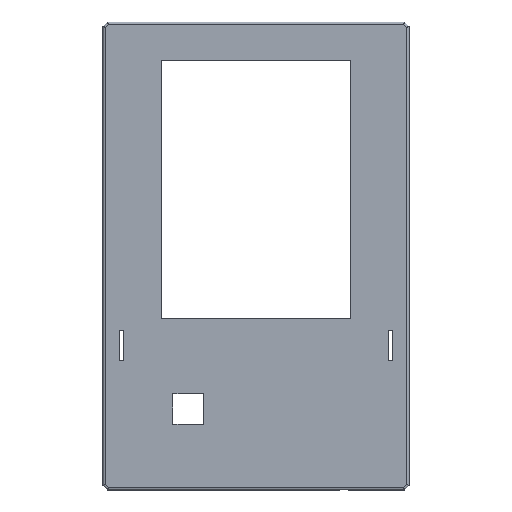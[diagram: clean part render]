
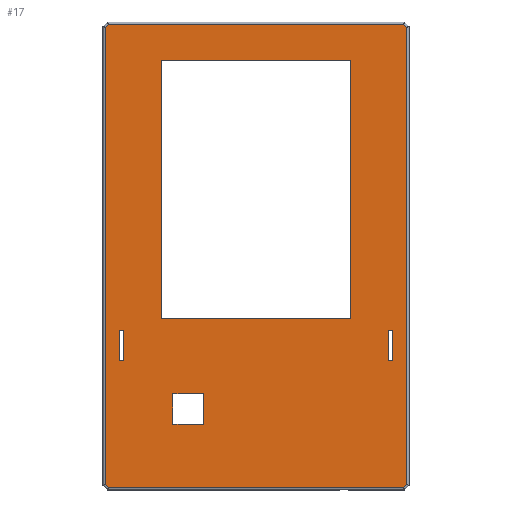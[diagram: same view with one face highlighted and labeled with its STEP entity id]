
A CAD part, top view. The second image highlights one B-rep face of the part: STEP entity #17.
In plain terms, the highlighted planar face has unit normal (0, 0, 1).
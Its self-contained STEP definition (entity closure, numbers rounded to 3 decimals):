
#17 = ADVANCED_FACE('',(#18,#84,#118,#152,#186),#220,.T.);
#18 = FACE_BOUND('',#19,.T.);
#19 = EDGE_LOOP('',(#20,#30,#38,#46,#54,#62,#70,#78));
#20 = ORIENTED_EDGE('',*,*,#21,.T.);
#21 = EDGE_CURVE('',#22,#24,#26,.T.);
#22 = VERTEX_POINT('',#23);
#23 = CARTESIAN_POINT('',(-34.5,52.293,7.2));
#24 = VERTEX_POINT('',#25);
#25 = CARTESIAN_POINT('',(-34.5,-52.293,7.2));
#26 = LINE('',#27,#28);
#27 = CARTESIAN_POINT('',(-34.5,52.5,7.2));
#28 = VECTOR('',#29,1.);
#29 = DIRECTION('',(0.,-1.,0.));
#30 = ORIENTED_EDGE('',*,*,#31,.T.);
#31 = EDGE_CURVE('',#24,#32,#34,.T.);
#32 = VERTEX_POINT('',#33);
#33 = CARTESIAN_POINT('',(-33.793,-53.,7.2));
#34 = LINE('',#35,#36);
#35 = CARTESIAN_POINT('',(-34.646,-52.146,7.2));
#36 = VECTOR('',#37,1.);
#37 = DIRECTION('',(0.707,-0.707,0.));
#38 = ORIENTED_EDGE('',*,*,#39,.T.);
#39 = EDGE_CURVE('',#32,#40,#42,.T.);
#40 = VERTEX_POINT('',#41);
#41 = CARTESIAN_POINT('',(33.793,-53.,7.2));
#42 = LINE('',#43,#44);
#43 = CARTESIAN_POINT('',(-34.,-53.,7.2));
#44 = VECTOR('',#45,1.);
#45 = DIRECTION('',(1.,0.,0.));
#46 = ORIENTED_EDGE('',*,*,#47,.F.);
#47 = EDGE_CURVE('',#48,#40,#50,.T.);
#48 = VERTEX_POINT('',#49);
#49 = CARTESIAN_POINT('',(34.5,-52.293,7.2));
#50 = LINE('',#51,#52);
#51 = CARTESIAN_POINT('',(34.646,-52.146,7.2));
#52 = VECTOR('',#53,1.);
#53 = DIRECTION('',(-0.707,-0.707,0.));
#54 = ORIENTED_EDGE('',*,*,#55,.T.);
#55 = EDGE_CURVE('',#48,#56,#58,.T.);
#56 = VERTEX_POINT('',#57);
#57 = CARTESIAN_POINT('',(34.5,52.293,7.2));
#58 = LINE('',#59,#60);
#59 = CARTESIAN_POINT('',(34.5,-52.5,7.2));
#60 = VECTOR('',#61,1.);
#61 = DIRECTION('',(0.,1.,0.));
#62 = ORIENTED_EDGE('',*,*,#63,.T.);
#63 = EDGE_CURVE('',#56,#64,#66,.T.);
#64 = VERTEX_POINT('',#65);
#65 = CARTESIAN_POINT('',(33.793,53.,7.2));
#66 = LINE('',#67,#68);
#67 = CARTESIAN_POINT('',(34.646,52.146,7.2));
#68 = VECTOR('',#69,1.);
#69 = DIRECTION('',(-0.707,0.707,0.));
#70 = ORIENTED_EDGE('',*,*,#71,.T.);
#71 = EDGE_CURVE('',#64,#72,#74,.T.);
#72 = VERTEX_POINT('',#73);
#73 = CARTESIAN_POINT('',(-33.793,53.,7.2));
#74 = LINE('',#75,#76);
#75 = CARTESIAN_POINT('',(34.,53.,7.2));
#76 = VECTOR('',#77,1.);
#77 = DIRECTION('',(-1.,0.,0.));
#78 = ORIENTED_EDGE('',*,*,#79,.F.);
#79 = EDGE_CURVE('',#22,#72,#80,.T.);
#80 = LINE('',#81,#82);
#81 = CARTESIAN_POINT('',(-34.646,52.146,7.2));
#82 = VECTOR('',#83,1.);
#83 = DIRECTION('',(0.707,0.707,0.));
#84 = FACE_BOUND('',#85,.T.);
#85 = EDGE_LOOP('',(#86,#96,#104,#112));
#86 = ORIENTED_EDGE('',*,*,#87,.F.);
#87 = EDGE_CURVE('',#88,#90,#92,.T.);
#88 = VERTEX_POINT('',#89);
#89 = CARTESIAN_POINT('',(-31.325,-17.15,7.2));
#90 = VERTEX_POINT('',#91);
#91 = CARTESIAN_POINT('',(-31.325,-23.85,7.2));
#92 = LINE('',#93,#94);
#93 = CARTESIAN_POINT('',(-31.325,-17.15,7.2));
#94 = VECTOR('',#95,1.);
#95 = DIRECTION('',(0.,-1.,0.));
#96 = ORIENTED_EDGE('',*,*,#97,.F.);
#97 = EDGE_CURVE('',#98,#88,#100,.T.);
#98 = VERTEX_POINT('',#99);
#99 = CARTESIAN_POINT('',(-30.225,-17.15,7.2));
#100 = LINE('',#101,#102);
#101 = CARTESIAN_POINT('',(-30.225,-17.15,7.2));
#102 = VECTOR('',#103,1.);
#103 = DIRECTION('',(-1.,0.,0.));
#104 = ORIENTED_EDGE('',*,*,#105,.F.);
#105 = EDGE_CURVE('',#106,#98,#108,.T.);
#106 = VERTEX_POINT('',#107);
#107 = CARTESIAN_POINT('',(-30.225,-23.85,7.2));
#108 = LINE('',#109,#110);
#109 = CARTESIAN_POINT('',(-30.225,-23.85,7.2));
#110 = VECTOR('',#111,1.);
#111 = DIRECTION('',(0.,1.,0.));
#112 = ORIENTED_EDGE('',*,*,#113,.F.);
#113 = EDGE_CURVE('',#90,#106,#114,.T.);
#114 = LINE('',#115,#116);
#115 = CARTESIAN_POINT('',(-31.325,-23.85,7.2));
#116 = VECTOR('',#117,1.);
#117 = DIRECTION('',(1.,0.,0.));
#118 = FACE_BOUND('',#119,.T.);
#119 = EDGE_LOOP('',(#120,#130,#138,#146));
#120 = ORIENTED_EDGE('',*,*,#121,.F.);
#121 = EDGE_CURVE('',#122,#124,#126,.T.);
#122 = VERTEX_POINT('',#123);
#123 = CARTESIAN_POINT('',(-19.,-31.5,7.2));
#124 = VERTEX_POINT('',#125);
#125 = CARTESIAN_POINT('',(-19.,-38.5,7.2));
#126 = LINE('',#127,#128);
#127 = CARTESIAN_POINT('',(-19.,-31.5,7.2));
#128 = VECTOR('',#129,1.);
#129 = DIRECTION('',(0.,-1.,0.));
#130 = ORIENTED_EDGE('',*,*,#131,.F.);
#131 = EDGE_CURVE('',#132,#122,#134,.T.);
#132 = VERTEX_POINT('',#133);
#133 = CARTESIAN_POINT('',(-12.,-31.5,7.2));
#134 = LINE('',#135,#136);
#135 = CARTESIAN_POINT('',(-12.,-31.5,7.2));
#136 = VECTOR('',#137,1.);
#137 = DIRECTION('',(-1.,0.,0.));
#138 = ORIENTED_EDGE('',*,*,#139,.F.);
#139 = EDGE_CURVE('',#140,#132,#142,.T.);
#140 = VERTEX_POINT('',#141);
#141 = CARTESIAN_POINT('',(-12.,-38.5,7.2));
#142 = LINE('',#143,#144);
#143 = CARTESIAN_POINT('',(-12.,-38.5,7.2));
#144 = VECTOR('',#145,1.);
#145 = DIRECTION('',(0.,1.,0.));
#146 = ORIENTED_EDGE('',*,*,#147,.F.);
#147 = EDGE_CURVE('',#124,#140,#148,.T.);
#148 = LINE('',#149,#150);
#149 = CARTESIAN_POINT('',(-19.,-38.5,7.2));
#150 = VECTOR('',#151,1.);
#151 = DIRECTION('',(1.,0.,0.));
#152 = FACE_BOUND('',#153,.T.);
#153 = EDGE_LOOP('',(#154,#164,#172,#180));
#154 = ORIENTED_EDGE('',*,*,#155,.F.);
#155 = EDGE_CURVE('',#156,#158,#160,.T.);
#156 = VERTEX_POINT('',#157);
#157 = CARTESIAN_POINT('',(30.225,-17.15,7.2));
#158 = VERTEX_POINT('',#159);
#159 = CARTESIAN_POINT('',(30.225,-23.85,7.2));
#160 = LINE('',#161,#162);
#161 = CARTESIAN_POINT('',(30.225,-17.15,7.2));
#162 = VECTOR('',#163,1.);
#163 = DIRECTION('',(0.,-1.,0.));
#164 = ORIENTED_EDGE('',*,*,#165,.F.);
#165 = EDGE_CURVE('',#166,#156,#168,.T.);
#166 = VERTEX_POINT('',#167);
#167 = CARTESIAN_POINT('',(31.325,-17.15,7.2));
#168 = LINE('',#169,#170);
#169 = CARTESIAN_POINT('',(31.325,-17.15,7.2));
#170 = VECTOR('',#171,1.);
#171 = DIRECTION('',(-1.,0.,0.));
#172 = ORIENTED_EDGE('',*,*,#173,.F.);
#173 = EDGE_CURVE('',#174,#166,#176,.T.);
#174 = VERTEX_POINT('',#175);
#175 = CARTESIAN_POINT('',(31.325,-23.85,7.2));
#176 = LINE('',#177,#178);
#177 = CARTESIAN_POINT('',(31.325,-23.85,7.2));
#178 = VECTOR('',#179,1.);
#179 = DIRECTION('',(0.,1.,0.));
#180 = ORIENTED_EDGE('',*,*,#181,.F.);
#181 = EDGE_CURVE('',#158,#174,#182,.T.);
#182 = LINE('',#183,#184);
#183 = CARTESIAN_POINT('',(30.225,-23.85,7.2));
#184 = VECTOR('',#185,1.);
#185 = DIRECTION('',(1.,0.,0.));
#186 = FACE_BOUND('',#187,.T.);
#187 = EDGE_LOOP('',(#188,#198,#206,#214));
#188 = ORIENTED_EDGE('',*,*,#189,.F.);
#189 = EDGE_CURVE('',#190,#192,#194,.T.);
#190 = VERTEX_POINT('',#191);
#191 = CARTESIAN_POINT('',(-21.65,44.8,7.2));
#192 = VERTEX_POINT('',#193);
#193 = CARTESIAN_POINT('',(-21.65,-14.2,7.2));
#194 = LINE('',#195,#196);
#195 = CARTESIAN_POINT('',(-21.65,44.8,7.2));
#196 = VECTOR('',#197,1.);
#197 = DIRECTION('',(0.,-1.,0.));
#198 = ORIENTED_EDGE('',*,*,#199,.F.);
#199 = EDGE_CURVE('',#200,#190,#202,.T.);
#200 = VERTEX_POINT('',#201);
#201 = CARTESIAN_POINT('',(21.65,44.8,7.2));
#202 = LINE('',#203,#204);
#203 = CARTESIAN_POINT('',(21.65,44.8,7.2));
#204 = VECTOR('',#205,1.);
#205 = DIRECTION('',(-1.,0.,0.));
#206 = ORIENTED_EDGE('',*,*,#207,.F.);
#207 = EDGE_CURVE('',#208,#200,#210,.T.);
#208 = VERTEX_POINT('',#209);
#209 = CARTESIAN_POINT('',(21.65,-14.2,7.2));
#210 = LINE('',#211,#212);
#211 = CARTESIAN_POINT('',(21.65,-14.2,7.2));
#212 = VECTOR('',#213,1.);
#213 = DIRECTION('',(0.,1.,0.));
#214 = ORIENTED_EDGE('',*,*,#215,.F.);
#215 = EDGE_CURVE('',#192,#208,#216,.T.);
#216 = LINE('',#217,#218);
#217 = CARTESIAN_POINT('',(-21.65,-14.2,7.2));
#218 = VECTOR('',#219,1.);
#219 = DIRECTION('',(1.,0.,0.));
#220 = PLANE('',#221);
#221 = AXIS2_PLACEMENT_3D('',#222,#223,#224);
#222 = CARTESIAN_POINT('',(0.,0.,7.2));
#223 = DIRECTION('',(0.,0.,1.));
#224 = DIRECTION('',(1.,0.,0.));
